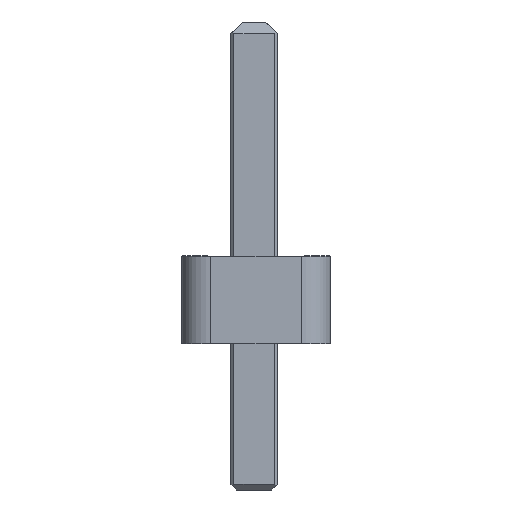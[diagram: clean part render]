
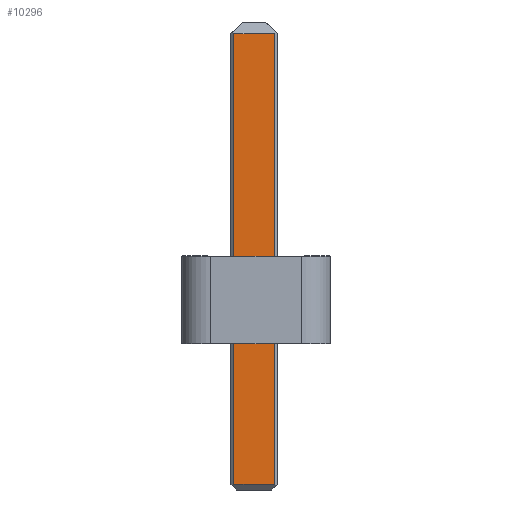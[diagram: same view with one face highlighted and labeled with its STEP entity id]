
A CAD part, left-side view. The second image highlights one B-rep face of the part: STEP entity #10296.
In plain terms, the highlighted planar face has unit normal (-1, 0, 0).
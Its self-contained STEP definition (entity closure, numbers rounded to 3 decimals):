
#844=FACE_OUTER_BOUND('',#1422,.T.);
#1422=EDGE_LOOP('',(#9145,#9146,#9147,#9148));
#2642=LINE('',#16509,#3934);
#2670=LINE('',#16564,#3962);
#2676=LINE('',#16577,#3968);
#2682=LINE('',#16588,#3974);
#3934=VECTOR('',#13590,10.);
#3962=VECTOR('',#13632,10.);
#3968=VECTOR('',#13644,10.);
#3974=VECTOR('',#13654,10.);
#4918=VERTEX_POINT('',#16506);
#4919=VERTEX_POINT('',#16508);
#4939=VERTEX_POINT('',#16562);
#4943=VERTEX_POINT('',#16576);
#6314=EDGE_CURVE('',#4918,#4919,#2642,.T.);
#6342=EDGE_CURVE('',#4939,#4918,#2670,.T.);
#6348=EDGE_CURVE('',#4919,#4943,#2676,.T.);
#6354=EDGE_CURVE('',#4943,#4939,#2682,.T.);
#9145=ORIENTED_EDGE('',*,*,#6314,.F.);
#9146=ORIENTED_EDGE('',*,*,#6342,.F.);
#9147=ORIENTED_EDGE('',*,*,#6354,.F.);
#9148=ORIENTED_EDGE('',*,*,#6348,.F.);
#9735=PLANE('',#11041);
#10296=ADVANCED_FACE('',(#844),#9735,.T.);
#11041=AXIS2_PLACEMENT_3D('',#16592,#13657,#13658);
#13590=DIRECTION('',(0.,1.,0.));
#13632=DIRECTION('',(0.,0.,-1.));
#13644=DIRECTION('',(0.,0.,1.));
#13654=DIRECTION('',(0.,-1.,0.));
#13657=DIRECTION('center_axis',(-1.,0.,0.));
#13658=DIRECTION('ref_axis',(0.,0.,1.));
#16506=CARTESIAN_POINT('',(-20.69,-0.32,-2.4));
#16508=CARTESIAN_POINT('',(-20.69,0.38,-2.4));
#16509=CARTESIAN_POINT('',(-20.69,-0.32,-2.4));
#16562=CARTESIAN_POINT('',(-20.69,-0.32,5.3));
#16564=CARTESIAN_POINT('',(-20.69,-0.32,5.3));
#16576=CARTESIAN_POINT('',(-20.69,0.38,5.3));
#16577=CARTESIAN_POINT('',(-20.69,0.38,-2.4));
#16588=CARTESIAN_POINT('',(-20.69,0.38,5.3));
#16592=CARTESIAN_POINT('Origin',(-20.69,0.03,-2.41));
